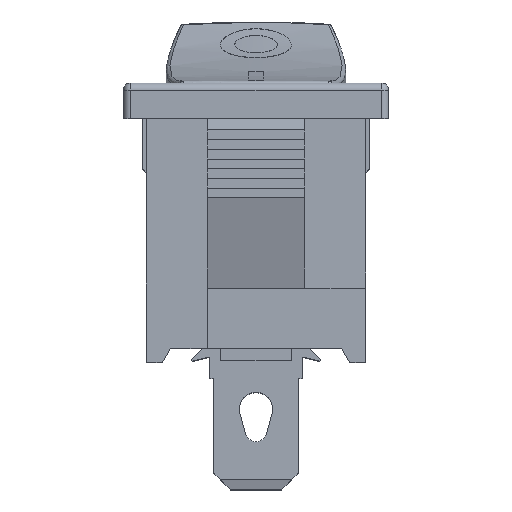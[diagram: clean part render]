
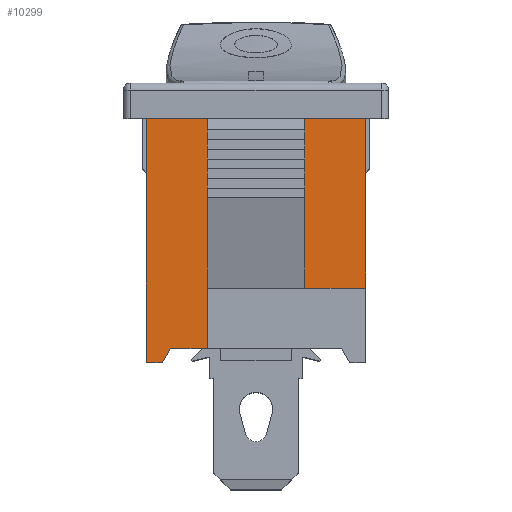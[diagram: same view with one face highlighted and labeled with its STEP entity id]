
A CAD part, top view. The second image highlights one B-rep face of the part: STEP entity #10299.
In plain terms, the highlighted planar face has unit normal (0, 0, 1).
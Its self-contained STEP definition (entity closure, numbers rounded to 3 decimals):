
#10299=ADVANCED_FACE('',(#21988),#21990,.T.);
#21988=FACE_BOUND('',#21989,.T.);
#21989=EDGE_LOOP('',(#36241,#36242,#36243,#36244,#36245,#36246,#36247,#36248,#36249));
#21990=PLANE('',#21991);
#21991=AXIS2_PLACEMENT_3D('',#21992,#21993,#21994);
#21992=CARTESIAN_POINT('',(-6.2,-13.8,8.5));
#21993=DIRECTION('',(0.,0.,1.));
#21994=DIRECTION('',(1.,0.,0.));
#36241=ORIENTED_EDGE('',*,*,#42587,.F.);
#36242=ORIENTED_EDGE('',*,*,#39596,.F.);
#36243=ORIENTED_EDGE('',*,*,#42641,.T.);
#36244=ORIENTED_EDGE('',*,*,#42642,.T.);
#36245=ORIENTED_EDGE('',*,*,#42643,.T.);
#36246=ORIENTED_EDGE('',*,*,#42644,.F.);
#36247=ORIENTED_EDGE('',*,*,#42645,.F.);
#36248=ORIENTED_EDGE('',*,*,#42646,.F.);
#36249=ORIENTED_EDGE('',*,*,#42647,.T.);
#39596=EDGE_CURVE('',#44160,#44162,#44163,.T.);
#42587=EDGE_CURVE('',#44162,#49066,#49067,.F.);
#42641=EDGE_CURVE('',#44160,#49160,#49162,.T.);
#42642=EDGE_CURVE('',#49160,#49163,#49164,.F.);
#42643=EDGE_CURVE('',#49163,#49165,#49166,.F.);
#42644=EDGE_CURVE('',#49167,#49165,#49168,.T.);
#42645=EDGE_CURVE('',#49169,#49167,#49170,.T.);
#42646=EDGE_CURVE('',#49171,#49169,#49172,.F.);
#42647=EDGE_CURVE('',#49171,#49066,#49173,.T.);
#44160=VERTEX_POINT('',#52236);
#44162=VERTEX_POINT('',#52240);
#44163=LINE('',#52241,#52242);
#49066=VERTEX_POINT('',#64707);
#49067=LINE('',#64708,#64709);
#49160=VERTEX_POINT('',#64907);
#49162=LINE('',#64911,#64912);
#49163=VERTEX_POINT('',#64914);
#49164=LINE('',#64915,#64916);
#49165=VERTEX_POINT('',#64918);
#49166=LINE('',#64919,#64920);
#49167=VERTEX_POINT('',#64922);
#49168=LINE('',#64923,#64924);
#49169=VERTEX_POINT('',#64926);
#49170=LINE('',#64927,#64928);
#49171=VERTEX_POINT('',#64930);
#49172=LINE('',#64931,#64932);
#49173=LINE('',#64934,#64935);
#52236=CARTESIAN_POINT('',(-6.2,-13.8,8.5));
#52240=CARTESIAN_POINT('',(-6.2,0.,8.5));
#52241=CARTESIAN_POINT('',(-6.2,-13.8,8.5));
#52242=VECTOR('',#52243,1.);
#52243=DIRECTION('',(0.,1.,0.));
#64707=CARTESIAN_POINT('',(6.2,0.,8.5));
#64708=CARTESIAN_POINT('',(6.2,0.,8.5));
#64709=VECTOR('',#64710,1.);
#64710=DIRECTION('',(-1.,0.,0.));
#64907=CARTESIAN_POINT('',(-5.3,-13.8,8.5));
#64911=CARTESIAN_POINT('',(-6.2,-13.8,8.5));
#64912=VECTOR('',#64913,1.);
#64913=DIRECTION('',(1.,0.,0.));
#64914=CARTESIAN_POINT('',(-4.838,-13.,8.5));
#64915=CARTESIAN_POINT('',(-4.838,-13.,8.5));
#64916=VECTOR('',#64917,1.);
#64917=DIRECTION('',(-0.5,-0.866,0.));
#64918=CARTESIAN_POINT('',(-2.75,-13.,8.5));
#64919=CARTESIAN_POINT('',(-2.75,-13.,8.5));
#64920=VECTOR('',#64921,1.);
#64921=DIRECTION('',(-1.,0.,0.));
#64922=CARTESIAN_POINT('',(-2.75,-9.6,8.5));
#64923=CARTESIAN_POINT('',(-2.75,-9.6,8.5));
#64924=VECTOR('',#64925,1.);
#64925=DIRECTION('',(0.,-1.,0.));
#64926=CARTESIAN_POINT('',(2.75,-9.6,8.5));
#64927=CARTESIAN_POINT('',(2.75,-9.6,8.5));
#64928=VECTOR('',#64929,1.);
#64929=DIRECTION('',(-1.,0.,0.));
#64930=CARTESIAN_POINT('',(6.2,-9.6,8.5));
#64931=CARTESIAN_POINT('',(2.75,-9.6,8.5));
#64932=VECTOR('',#64933,1.);
#64933=DIRECTION('',(1.,0.,0.));
#64934=CARTESIAN_POINT('',(6.2,-9.6,8.5));
#64935=VECTOR('',#64936,1.);
#64936=DIRECTION('',(0.,1.,0.));
